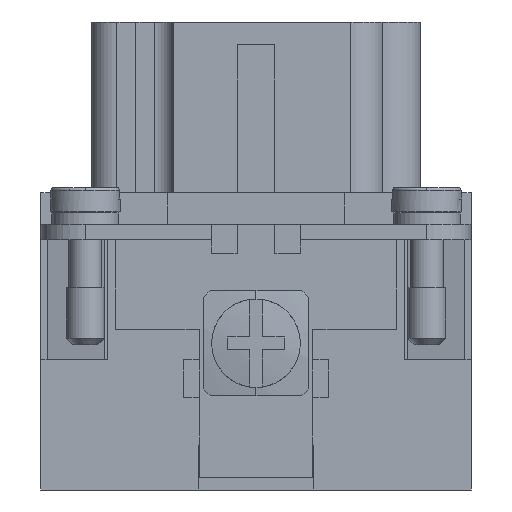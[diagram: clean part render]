
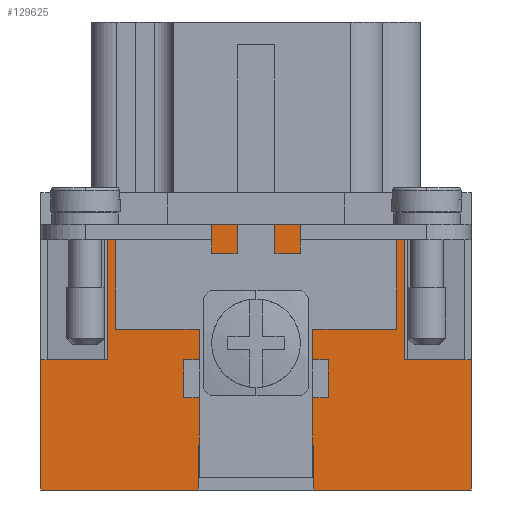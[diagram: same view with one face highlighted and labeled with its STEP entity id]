
A CAD part, left-side view. The second image highlights one B-rep face of the part: STEP entity #129625.
In plain terms, the highlighted planar face has unit normal (-1, 0, 0).
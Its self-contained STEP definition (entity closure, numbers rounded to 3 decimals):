
#55000=CARTESIAN_POINT('',(-45.8,-17.0,0.0));
#55001=VERTEX_POINT('',#55000);
#55008=CARTESIAN_POINT('',(-45.8,-4.55,0.0));
#55009=VERTEX_POINT('',#55008);
#55010=CARTESIAN_POINT('',(-45.8,-17.0,0.0));
#55011=DIRECTION('',(0.0,1.0,0.0));
#55012=VECTOR('',#55011,12.45);
#55013=LINE('',#55010,#55012);
#55014=EDGE_CURVE('',#55001,#55009,#55013,.T.);
#55064=CARTESIAN_POINT('',(-45.8,4.55,0.0));
#55065=VERTEX_POINT('',#55064);
#55072=CARTESIAN_POINT('',(-45.8,17.0,0.0));
#55073=VERTEX_POINT('',#55072);
#55074=CARTESIAN_POINT('',(-45.8,4.55,0.0));
#55075=DIRECTION('',(0.0,1.0,0.0));
#55076=VECTOR('',#55075,12.45);
#55077=LINE('',#55074,#55076);
#55078=EDGE_CURVE('',#55065,#55073,#55077,.T.);
#106082=CARTESIAN_POINT('',(-45.8,17.0,10.3));
#106083=VERTEX_POINT('',#106082);
#106084=CARTESIAN_POINT('',(-45.8,17.0,0.0));
#106085=DIRECTION('',(0.0,0.0,1.0));
#106086=VECTOR('',#106085,10.3);
#106087=LINE('',#106084,#106086);
#106088=EDGE_CURVE('',#55073,#106083,#106087,.T.);
#106589=CARTESIAN_POINT('',(-45.8,-17.0,10.3));
#106590=VERTEX_POINT('',#106589);
#106597=CARTESIAN_POINT('',(-45.8,-17.0,0.0));
#106598=DIRECTION('',(0.0,0.0,1.0));
#106599=VECTOR('',#106598,10.3);
#106600=LINE('',#106597,#106599);
#106601=EDGE_CURVE('',#55001,#106590,#106600,.T.);
#122490=CARTESIAN_POINT('',(-45.8,11.75,21.0));
#122491=VERTEX_POINT('',#122490);
#122498=CARTESIAN_POINT('',(-45.8,-11.75,21.0));
#122499=VERTEX_POINT('',#122498);
#122500=CARTESIAN_POINT('',(-45.8,-11.75,21.0));
#122501=DIRECTION('',(0.0,1.0,0.0));
#122502=VECTOR('',#122501,23.5);
#122503=LINE('',#122500,#122502);
#122504=EDGE_CURVE('',#122499,#122491,#122503,.T.);
#129246=CARTESIAN_POINT('',(-45.8,11.75,10.3));
#129247=VERTEX_POINT('',#129246);
#129248=CARTESIAN_POINT('',(-45.8,11.75,10.3));
#129249=DIRECTION('',(0.0,1.0,0.0));
#129250=VECTOR('',#129249,5.25);
#129251=LINE('',#129248,#129250);
#129252=EDGE_CURVE('',#129247,#106083,#129251,.T.);
#129283=CARTESIAN_POINT('',(-45.8,11.75,21.0));
#129284=DIRECTION('',(0.0,0.0,-1.0));
#129285=VECTOR('',#129284,10.7);
#129286=LINE('',#129283,#129285);
#129287=EDGE_CURVE('',#122491,#129247,#129286,.T.);
#129490=CARTESIAN_POINT('',(-45.8,-11.75,10.3));
#129491=VERTEX_POINT('',#129490);
#129500=CARTESIAN_POINT('',(-45.8,-11.75,10.3));
#129501=DIRECTION('',(0.0,0.0,1.0));
#129502=VECTOR('',#129501,10.7);
#129503=LINE('',#129500,#129502);
#129504=EDGE_CURVE('',#129491,#122499,#129503,.T.);
#129517=CARTESIAN_POINT('',(-45.8,-17.0,10.3));
#129518=DIRECTION('',(0.0,1.0,0.0));
#129519=VECTOR('',#129518,5.25);
#129520=LINE('',#129517,#129519);
#129521=EDGE_CURVE('',#106590,#129491,#129520,.T.);
#129587=CARTESIAN_POINT('',(-45.8,-17.0,0.0));
#129588=DIRECTION('',(-1.0,0.0,0.0));
#129589=DIRECTION('',(0.0,0.0,1.0));
#129590=AXIS2_PLACEMENT_3D('',#129587,#129588,#129589);
#129591=PLANE('',#129590);
#129592=ORIENTED_EDGE('',*,*,#129287,.T.);
#129593=ORIENTED_EDGE('',*,*,#129252,.T.);
#129594=ORIENTED_EDGE('',*,*,#106088,.F.);
#129595=ORIENTED_EDGE('',*,*,#55078,.F.);
#129596=CARTESIAN_POINT('',(-45.8,4.55,3.5));
#129597=VERTEX_POINT('',#129596);
#129598=CARTESIAN_POINT('',(-45.8,4.55,0.0));
#129599=DIRECTION('',(0.0,0.0,1.0));
#129600=VECTOR('',#129599,3.5);
#129601=LINE('',#129598,#129600);
#129602=EDGE_CURVE('',#55065,#129597,#129601,.T.);
#129603=ORIENTED_EDGE('',*,*,#129602,.T.);
#129604=CARTESIAN_POINT('',(-45.8,-4.55,3.5));
#129605=VERTEX_POINT('',#129604);
#129606=CARTESIAN_POINT('',(-45.8,4.55,3.5));
#129607=DIRECTION('',(0.0,-1.0,0.0));
#129608=VECTOR('',#129607,9.1);
#129609=LINE('',#129606,#129608);
#129610=EDGE_CURVE('',#129597,#129605,#129609,.T.);
#129611=ORIENTED_EDGE('',*,*,#129610,.T.);
#129612=CARTESIAN_POINT('',(-45.8,-4.55,3.5));
#129613=DIRECTION('',(0.0,0.0,-1.0));
#129614=VECTOR('',#129613,3.5);
#129615=LINE('',#129612,#129614);
#129616=EDGE_CURVE('',#129605,#55009,#129615,.T.);
#129617=ORIENTED_EDGE('',*,*,#129616,.T.);
#129618=ORIENTED_EDGE('',*,*,#55014,.F.);
#129619=ORIENTED_EDGE('',*,*,#106601,.T.);
#129620=ORIENTED_EDGE('',*,*,#129521,.T.);
#129621=ORIENTED_EDGE('',*,*,#129504,.T.);
#129622=ORIENTED_EDGE('',*,*,#122504,.T.);
#129623=EDGE_LOOP('',(#129592,#129593,#129594,#129595,#129603,#129611,#129617,#129618,#129619,#129620,#129621,#129622));
#129624=FACE_OUTER_BOUND('',#129623,.T.);
#129625=ADVANCED_FACE('',(#129624),#129591,.T.);
